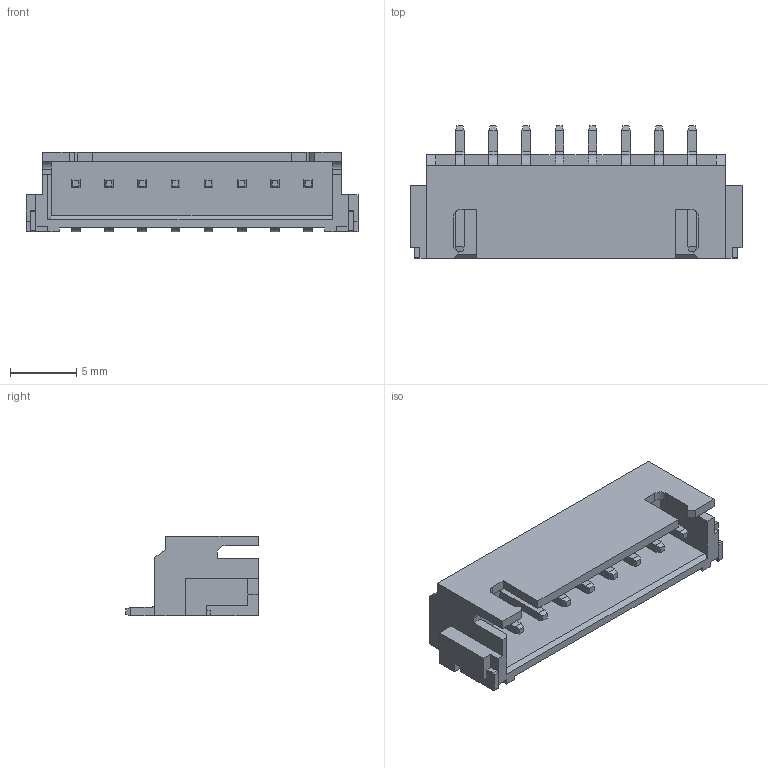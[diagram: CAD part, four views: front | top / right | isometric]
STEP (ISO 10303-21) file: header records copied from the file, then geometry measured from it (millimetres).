
FILE_DESCRIPTION(('STEP AP214'), '1');
FILE_NAME('SxB-XH-SM4-TB', '', ('UNSPECIFIED'), ('UNSPECIFIED'), 'ASCON STEP Converter 1.6', 'ASCON Math Kernel', '');
FILE_SCHEMA(('AUTOMOTIVE_DESIGN { 1 0 10303 214 3 1 1}'));
Length unit declared in the file: millimetre
Bounding box: 25 x 10 x 6 mm (x, y, z)
Volume: 538.7 mm3; surface area: 1194.8 mm2
Topology: 3 solids, 3 shells, 368 faces, 989 edges, 611 vertices
Faces by surface type: plane 326, cylinder 42
Entity records: 14265 total; most frequent: ORIENTED_EDGE 1978, CARTESIAN_POINT 1969, DIRECTION 1859, EDGE_CURVE 989, LINE 857, VECTOR 857, VERTEX_POINT 611, AXIS2_PLACEMENT_3D 501
